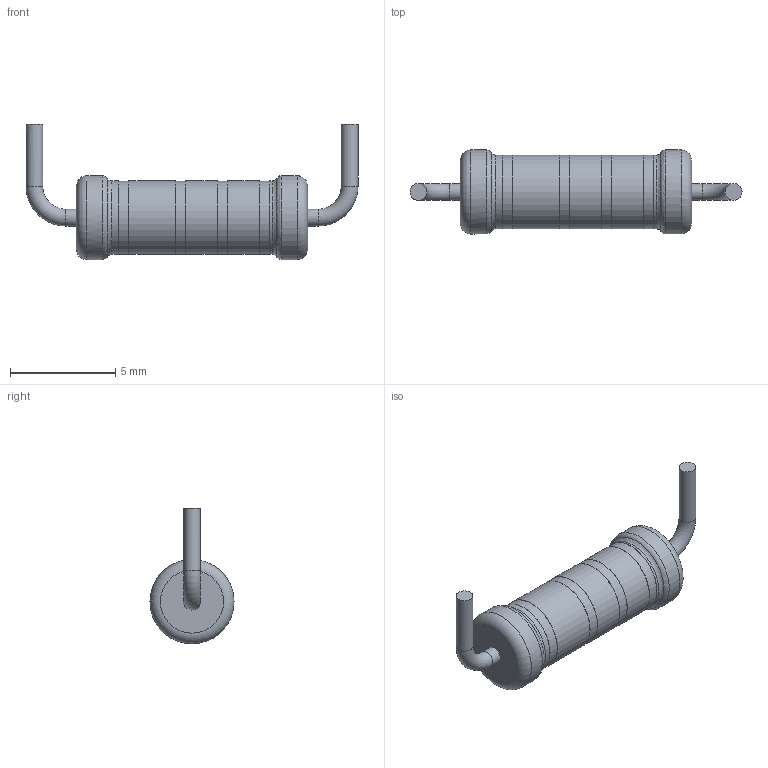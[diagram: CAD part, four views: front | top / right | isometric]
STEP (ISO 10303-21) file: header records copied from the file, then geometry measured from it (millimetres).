
FILE_DESCRIPTION(('STEP AP214'), '1');
FILE_NAME('R9', '2022-11-03T09:57:23', ('ava'), (''), 'ASCON STEP Converter 1.3', 'ASCON Math Kernel', '');
FILE_SCHEMA(('AUTOMOTIVE_DESIGN { 1 0 10303 214 3 1 1}'));
Length unit declared in the file: millimetre
Products named in the file (2): 4; 5
Assembly tree (1 placements, depth 2):
  4
    5
Bounding box: 15.8 x 4 x 6.44 mm (x, y, z)
Volume: 114 mm3; surface area: 201.2 mm2
Topology: 1 solids, 2 shells, 38 faces, 63 edges, 39 vertices
Faces by surface type: cylinder 16, plane 14, torus 8
Full cylindrical faces by diameter (mm): 0.8 x4, 3.46 x1, 3.48 x4, 3.5 x5, 4 x2
Entity records: 1278 total; most frequent: CARTESIAN_POINT 460, DIRECTION 140, ORIENTED_EDGE 78, EDGE_LOOP 72, AXIS2_PLACEMENT_3D 70, FACE_OUTER_BOUND 42, EDGE_CURVE 39, VERTEX_POINT 39
